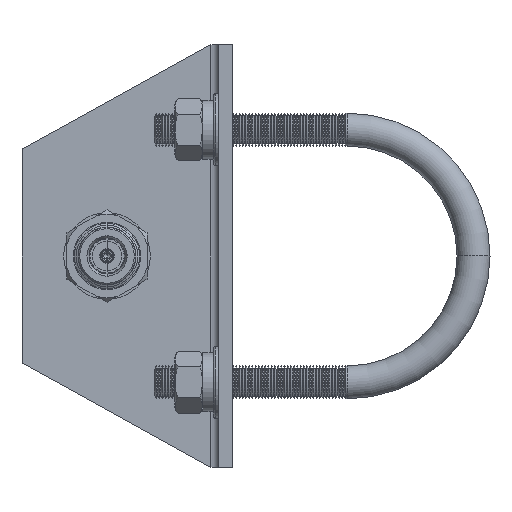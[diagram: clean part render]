
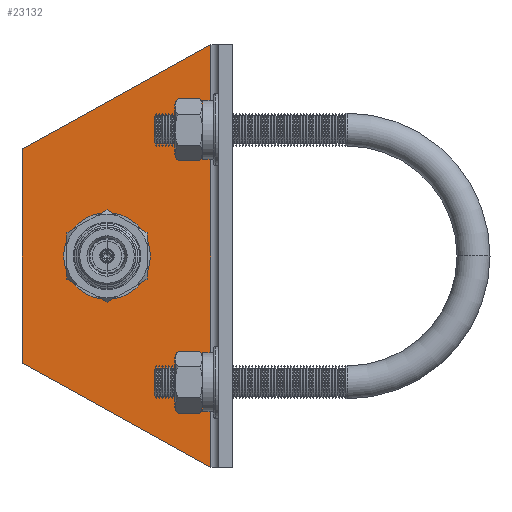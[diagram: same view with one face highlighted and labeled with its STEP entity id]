
A CAD part, left-side view. The second image highlights one B-rep face of the part: STEP entity #23132.
In plain terms, the highlighted planar face has unit normal (-1, 0, 0).
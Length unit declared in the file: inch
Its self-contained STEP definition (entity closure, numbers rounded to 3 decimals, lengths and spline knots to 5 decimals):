
#26 = CARTESIAN_POINT ( 'NONE',  ( -0.127, 0., -0.848 ) ) ;
#281 = CARTESIAN_POINT ( 'NONE',  ( -0.127, -1.975, -0.2 ) ) ;
#709 = EDGE_CURVE ( 'NONE', #18823, #7901, #13104, .T. ) ;
#938 = DIRECTION ( 'NONE',  ( 0., 0.484, -0.875 ) ) ;
#1159 = VECTOR ( 'NONE', #17512, 39.37008 ) ;
#2971 = DIRECTION ( 'NONE',  ( 0., 0., -1. ) ) ;
#3210 = VECTOR ( 'NONE', #938, 39.37008 ) ;
#3656 = ORIENTED_EDGE ( 'NONE', *, *, #23036, .F. ) ;
#3700 = VERTEX_POINT ( 'NONE', #24839 ) ;
#4286 = ORIENTED_EDGE ( 'NONE', *, *, #709, .F. ) ;
#5035 = CIRCLE ( 'NONE', #13311, 0.3225 ) ;
#6032 = ORIENTED_EDGE ( 'NONE', *, *, #14134, .F. ) ;
#6454 = CARTESIAN_POINT ( 'NONE',  ( -0.127, 0., -1.1705 ) ) ;
#7304 = LINE ( 'NONE', #14263, #19324 ) ;
#7901 = VERTEX_POINT ( 'NONE', #281 ) ;
#8225 = DIRECTION ( 'NONE',  ( -1., 0., 0. ) ) ;
#8610 = DIRECTION ( 'NONE',  ( 1., 0., 0. ) ) ;
#10294 = CARTESIAN_POINT ( 'NONE',  ( -0.127, 1.975, -0.2 ) ) ;
#10597 = DIRECTION ( 'NONE',  ( 0., 0., -1. ) ) ;
#11196 = EDGE_CURVE ( 'NONE', #24299, #18823, #7304, .T. ) ;
#11644 = DIRECTION ( 'NONE',  ( 0., 0.484, 0.875 ) ) ;
#13104 = LINE ( 'NONE', #23659, #18775 ) ;
#13311 = AXIS2_PLACEMENT_3D ( 'NONE', #6454, #8225, #2971 ) ;
#13662 = ORIENTED_EDGE ( 'NONE', *, *, #11196, .F. ) ;
#14134 = EDGE_CURVE ( 'NONE', #18527, #18665, #15095, .T. ) ;
#14263 = CARTESIAN_POINT ( 'NONE',  ( -0.127, 1., -1.965 ) ) ;
#15082 = CARTESIAN_POINT ( 'NONE',  ( -0.127, 1.975, -1.965 ) ) ;
#15095 = CIRCLE ( 'NONE', #15627, 0.3225 ) ;
#15331 = CARTESIAN_POINT ( 'NONE',  ( -0.127, -1., -1.965 ) ) ;
#15334 = AXIS2_PLACEMENT_3D ( 'NONE', #22996, #8610, #25370 ) ;
#15627 = AXIS2_PLACEMENT_3D ( 'NONE', #22694, #29732, #10597 ) ;
#17512 = DIRECTION ( 'NONE',  ( 0., -1., 0. ) ) ;
#17842 = FACE_OUTER_BOUND ( 'NONE', #26451, .T. ) ;
#18527 = VERTEX_POINT ( 'NONE', #26 ) ;
#18665 = VERTEX_POINT ( 'NONE', #23019 ) ;
#18775 = VECTOR ( 'NONE', #29793, 39.37008 ) ;
#18823 = VERTEX_POINT ( 'NONE', #10294 ) ;
#19024 = EDGE_CURVE ( 'NONE', #18665, #18527, #5035, .T. ) ;
#19324 = VECTOR ( 'NONE', #11644, 39.37008 ) ;
#19886 = ORIENTED_EDGE ( 'NONE', *, *, #19024, .F. ) ;
#21621 = LINE ( 'NONE', #15331, #3210 ) ;
#22694 = CARTESIAN_POINT ( 'NONE',  ( -0.127, 0., -1.1705 ) ) ;
#22996 = CARTESIAN_POINT ( 'NONE',  ( -0.127, 1.975, -1.965 ) ) ;
#23019 = CARTESIAN_POINT ( 'NONE',  ( -0.127, 0., -1.493 ) ) ;
#23036 = EDGE_CURVE ( 'NONE', #7901, #3700, #21621, .T. ) ;
#23132 = ADVANCED_FACE ( 'NONE', ( #24191, #17842 ), #27662, .F. ) ;
#23239 = CARTESIAN_POINT ( 'NONE',  ( -0.127, 1., -1.965 ) ) ;
#23659 = CARTESIAN_POINT ( 'NONE',  ( -0.127, 1.975, -0.2 ) ) ;
#24191 = FACE_BOUND ( 'NONE', #30348, .T. ) ;
#24299 = VERTEX_POINT ( 'NONE', #23239 ) ;
#24839 = CARTESIAN_POINT ( 'NONE',  ( -0.127, -1., -1.965 ) ) ;
#25370 = DIRECTION ( 'NONE',  ( 0., 0., -1. ) ) ;
#25500 = EDGE_CURVE ( 'NONE', #24299, #3700, #26682, .T. ) ;
#25808 = ORIENTED_EDGE ( 'NONE', *, *, #25500, .T. ) ;
#26451 = EDGE_LOOP ( 'NONE', ( #25808, #3656, #4286, #13662 ) ) ;
#26682 = LINE ( 'NONE', #15082, #1159 ) ;
#27662 = PLANE ( 'NONE',  #15334 ) ;
#29732 = DIRECTION ( 'NONE',  ( -1., 0., 0. ) ) ;
#29793 = DIRECTION ( 'NONE',  ( 0., -1., 0. ) ) ;
#30348 = EDGE_LOOP ( 'NONE', ( #19886, #6032 ) ) ;
